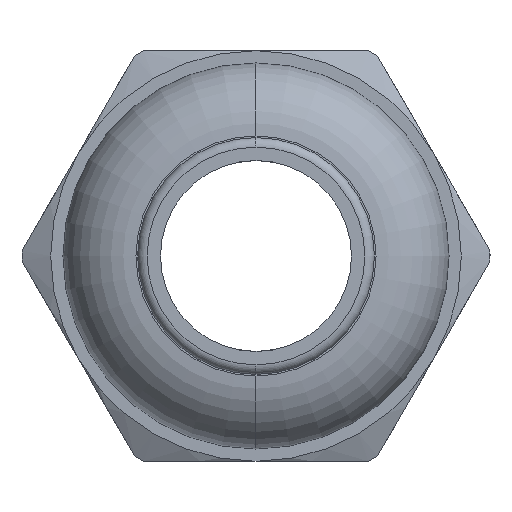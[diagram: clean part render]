
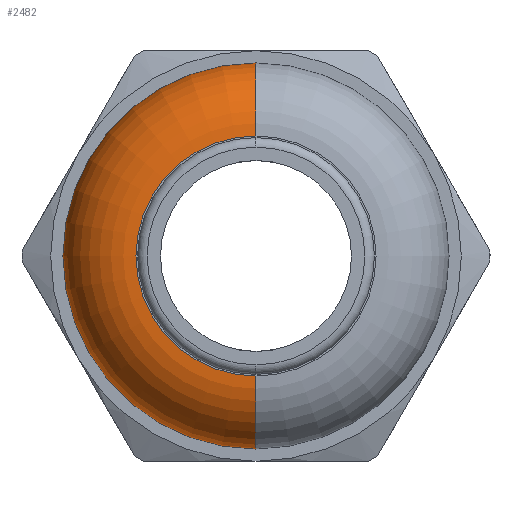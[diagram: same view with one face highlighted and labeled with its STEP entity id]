
A CAD part, left-side view. The second image highlights one B-rep face of the part: STEP entity #2482.
In plain terms, the highlighted toroidal (fillet/blend) face has major radius 3.193 mm and minor radius 1.943 mm.
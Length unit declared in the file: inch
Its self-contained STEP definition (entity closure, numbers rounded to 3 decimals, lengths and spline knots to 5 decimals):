
#879 = ORIENTED_EDGE ( 'NONE', *, *, #3926, .F. ) ;
#880 = ORIENTED_EDGE ( 'NONE', *, *, #3933, .F. ) ;
#881 = ORIENTED_EDGE ( 'NONE', *, *, #3928, .T. ) ;
#882 = ORIENTED_EDGE ( 'NONE', *, *, #3927, .F. ) ;
#1154 = CIRCLE ( 'NONE', #1998, 0.0765 ) ;
#1156 = CIRCLE ( 'NONE', #1988, 0.12571 ) ;
#1157 = CIRCLE ( 'NONE', #1999, 0.0765 ) ;
#1161 = CIRCLE ( 'NONE', #2000, 0.20221 ) ;
#1281 = FACE_OUTER_BOUND ( 'NONE', #1861, .T. ) ;
#1288 = TOROIDAL_SURFACE ( 'NONE', #1924, 0.12571, 0.0765 ) ;
#1861 = EDGE_LOOP ( 'NONE', ( #882, #881, #880, #879 ) ) ;
#1924 = AXIS2_PLACEMENT_3D ( 'NONE', #5039, #5041, #5035 ) ;
#1988 = AXIS2_PLACEMENT_3D ( 'NONE', #3030, #3029, #3028 ) ;
#1998 = AXIS2_PLACEMENT_3D ( 'NONE', #3038, #3032, #3031 ) ;
#1999 = AXIS2_PLACEMENT_3D ( 'NONE', #3033, #3026, #3025 ) ;
#2000 = AXIS2_PLACEMENT_3D ( 'NONE', #2992, #2990, #2989 ) ;
#2482 = ADVANCED_FACE ( 'NONE', ( #1281 ), #1288, .T. ) ;
#2989 = DIRECTION ( 'NONE',  ( 0., 0., -1. ) ) ;
#2990 = DIRECTION ( 'NONE',  ( 1., 0., 0. ) ) ;
#2992 = CARTESIAN_POINT ( 'NONE',  ( -0.2985, 0., 0. ) ) ;
#3025 = DIRECTION ( 'NONE',  ( 0., 0., 1. ) ) ;
#3026 = DIRECTION ( 'NONE',  ( 0., 1., 0. ) ) ;
#3028 = DIRECTION ( 'NONE',  ( 0., 0., -1. ) ) ;
#3029 = DIRECTION ( 'NONE',  ( -1., 0., 0. ) ) ;
#3030 = CARTESIAN_POINT ( 'NONE',  ( -0.375, 0., 0. ) ) ;
#3031 = DIRECTION ( 'NONE',  ( 0., 0., -1. ) ) ;
#3032 = DIRECTION ( 'NONE',  ( 0., -1., 0. ) ) ;
#3033 = CARTESIAN_POINT ( 'NONE',  ( -0.2985, 0., 0.12571 ) ) ;
#3038 = CARTESIAN_POINT ( 'NONE',  ( -0.2985, 0., -0.12571 ) ) ;
#3706 = VERTEX_POINT ( 'NONE', #5219 ) ;
#3761 = VERTEX_POINT ( 'NONE', #5143 ) ;
#3770 = VERTEX_POINT ( 'NONE', #5152 ) ;
#3800 = VERTEX_POINT ( 'NONE', #5326 ) ;
#3926 = EDGE_CURVE ( 'NONE', #3761, #3706, #1154, .T. ) ;
#3927 = EDGE_CURVE ( 'NONE', #3800, #3761, #1156, .T. ) ;
#3928 = EDGE_CURVE ( 'NONE', #3800, #3770, #1157, .T. ) ;
#3933 = EDGE_CURVE ( 'NONE', #3706, #3770, #1161, .T. ) ;
#5035 = DIRECTION ( 'NONE',  ( 0., 0., -1. ) ) ;
#5039 = CARTESIAN_POINT ( 'NONE',  ( -0.2985, 0., 0. ) ) ;
#5041 = DIRECTION ( 'NONE',  ( 1., 0., 0. ) ) ;
#5143 = CARTESIAN_POINT ( 'NONE',  ( -0.375, 0., -0.12571 ) ) ;
#5152 = CARTESIAN_POINT ( 'NONE',  ( -0.2985, 0., 0.20221 ) ) ;
#5219 = CARTESIAN_POINT ( 'NONE',  ( -0.2985, 0., -0.20221 ) ) ;
#5326 = CARTESIAN_POINT ( 'NONE',  ( -0.375, 0., 0.12571 ) ) ;
